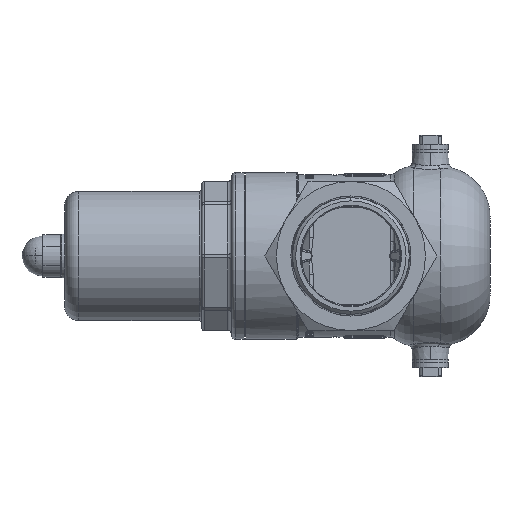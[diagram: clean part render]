
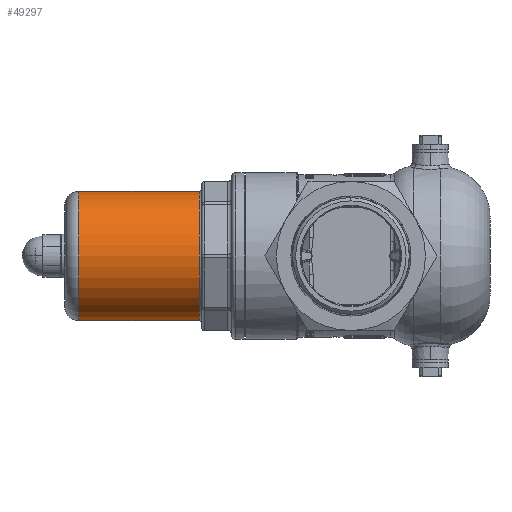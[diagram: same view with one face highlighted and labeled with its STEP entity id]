
A CAD part, left-side view. The second image highlights one B-rep face of the part: STEP entity #49297.
In plain terms, the highlighted cylindrical face has radius 32.5 mm (diameter 65 mm), a partial arc.
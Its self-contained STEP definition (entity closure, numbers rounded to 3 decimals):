
#7647 = CARTESIAN_POINT ( 'NONE',  ( 0., 76.2, -32.5 ) ) ;
#12020 = DIRECTION ( 'NONE',  ( 0., 0., 1. ) ) ;
#12021 = DIRECTION ( 'NONE',  ( 0., 1., 0. ) ) ;
#12023 = CARTESIAN_POINT ( 'NONE',  ( 0., 76.2, 0. ) ) ;
#12024 = AXIS2_PLACEMENT_3D ( 'NONE', #12023, #12021, #12020 ) ;
#12033 = CIRCLE ( 'NONE', #12024, 32.5 ) ;
#14494 = VERTEX_POINT ( 'NONE', #56098 ) ;
#14506 = VERTEX_POINT ( 'NONE', #56167 ) ;
#14569 = EDGE_CURVE ( 'NONE', #24324, #14506, #56354, .T. ) ;
#14572 = EDGE_CURVE ( 'NONE', #67234, #14494, #56371, .T. ) ;
#24324 = VERTEX_POINT ( 'NONE', #7647 ) ;
#28345 = EDGE_CURVE ( 'NONE', #24324, #67234, #12033, .T. ) ;
#32421 = DIRECTION ( 'NONE',  ( 0., 0., 1. ) ) ;
#32422 = DIRECTION ( 'NONE',  ( 0., 1., 0. ) ) ;
#32423 = AXIS2_PLACEMENT_3D ( 'NONE', #32445, #32422, #32421 ) ;
#32444 = CIRCLE ( 'NONE', #32423, 32.5 ) ;
#32445 = CARTESIAN_POINT ( 'NONE',  ( 0., 137., 0. ) ) ;
#35001 = CARTESIAN_POINT ( 'NONE',  ( 0., 155.957, 0. ) ) ;
#35018 = AXIS2_PLACEMENT_3D ( 'NONE', #35001, #35041, #35040 ) ;
#35019 = CYLINDRICAL_SURFACE ( 'NONE', #35018, 32.5 ) ;
#35040 = DIRECTION ( 'NONE',  ( 0., 0., 1. ) ) ;
#35041 = DIRECTION ( 'NONE',  ( 0., 1., 0. ) ) ;
#35058 = FACE_OUTER_BOUND ( 'NONE', #48632, .T. ) ;
#45009 = CARTESIAN_POINT ( 'NONE',  ( 0., 76.2, 32.5 ) ) ;
#48623 = ORIENTED_EDGE ( 'NONE', *, *, #14572, .T. ) ;
#48632 = EDGE_LOOP ( 'NONE', ( #56511, #56518, #48623, #48982 ) ) ;
#48973 = EDGE_CURVE ( 'NONE', #14506, #14494, #32444, .T. ) ;
#48982 = ORIENTED_EDGE ( 'NONE', *, *, #48973, .F. ) ;
#49297 = ADVANCED_FACE ( 'NONE', ( #35058 ), #35019, .T. ) ;
#56098 = CARTESIAN_POINT ( 'NONE',  ( 0., 137., 32.5 ) ) ;
#56167 = CARTESIAN_POINT ( 'NONE',  ( 0., 137., -32.5 ) ) ;
#56354 = LINE ( 'NONE', #56414, #56413 ) ;
#56371 = LINE ( 'NONE', #56410, #56396 ) ;
#56395 = DIRECTION ( 'NONE',  ( 0., 1., 0. ) ) ;
#56396 = VECTOR ( 'NONE', #56395, 1000. ) ;
#56410 = CARTESIAN_POINT ( 'NONE',  ( 0., 155.957, 32.5 ) ) ;
#56412 = DIRECTION ( 'NONE',  ( 0., 1., 0. ) ) ;
#56413 = VECTOR ( 'NONE', #56412, 1000. ) ;
#56414 = CARTESIAN_POINT ( 'NONE',  ( 0., 155.957, -32.5 ) ) ;
#56511 = ORIENTED_EDGE ( 'NONE', *, *, #14569, .F. ) ;
#56518 = ORIENTED_EDGE ( 'NONE', *, *, #28345, .T. ) ;
#67234 = VERTEX_POINT ( 'NONE', #45009 ) ;
